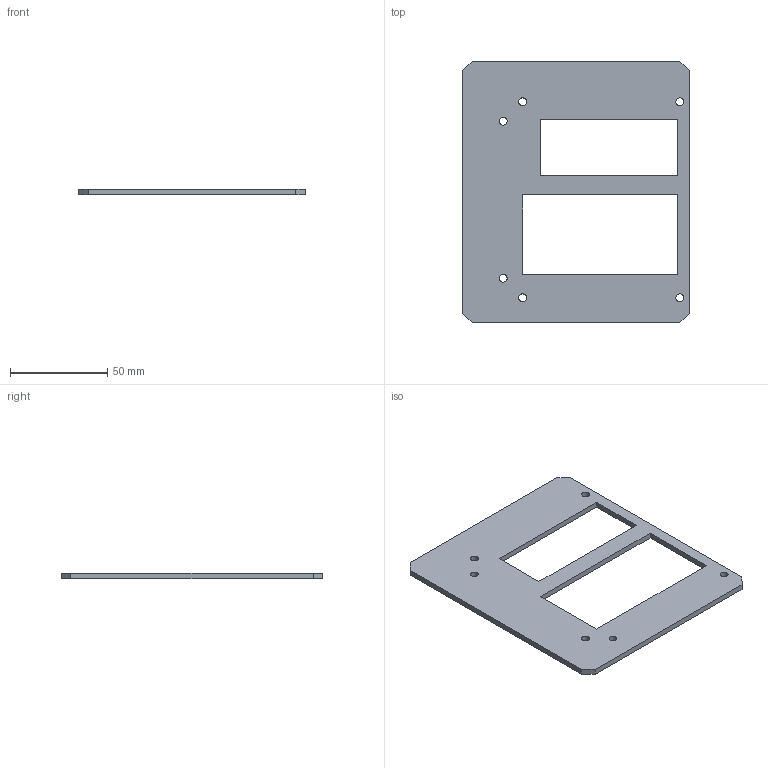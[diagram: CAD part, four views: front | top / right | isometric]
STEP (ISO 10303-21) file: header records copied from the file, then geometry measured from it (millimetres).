
FILE_DESCRIPTION(('STEP AP242'), '1');
FILE_NAME('itemPlankDisplay', '', ('UNSPECIFIED'), ('UNSPECIFIED'), 'C3D Converter', 'C3D Toolkit', '');
FILE_SCHEMA(('AP242_MANAGED_MODEL_BASED_3D_ENGINEERING_MIM_LF { 1 0 10303 442 1 1 4 }'));
Length unit declared in the file: millimetre
Bounding box: 117 x 135 x 3 mm (x, y, z)
Volume: 30991.8 mm3; surface area: 23690.3 mm2
Topology: 1 solids, 1 shells, 24 faces, 66 edges, 44 vertices
Faces by surface type: plane 18, cylinder 6
Full cylindrical faces by diameter (mm): 4 x6
Entity records: 799 total; most frequent: CARTESIAN_POINT 129, DIRECTION 122, ORIENTED_EDGE 120, EDGE_CURVE 60, LINE 48, VECTOR 48, EDGE_LOOP 46, VERTEX_POINT 44
